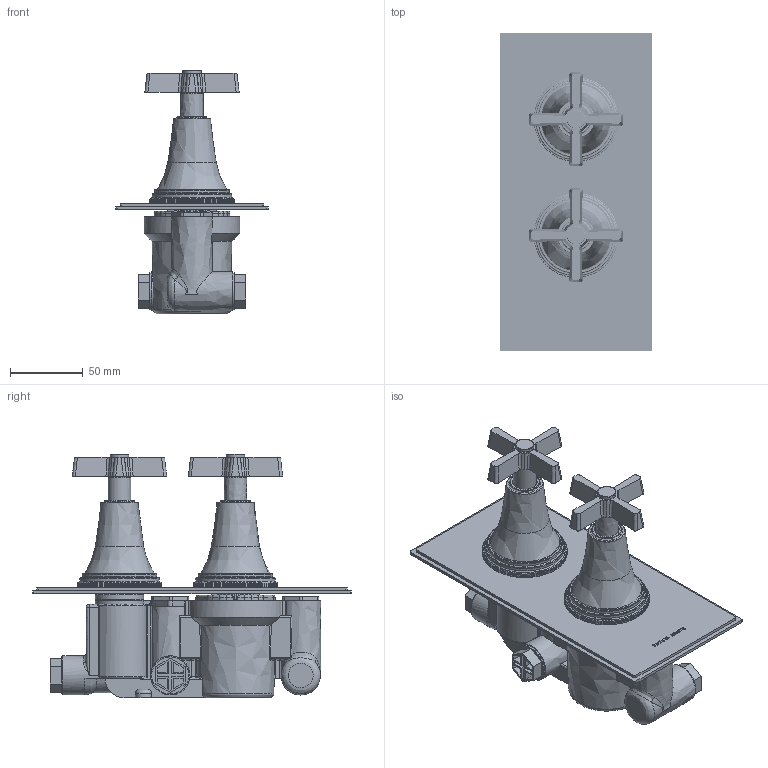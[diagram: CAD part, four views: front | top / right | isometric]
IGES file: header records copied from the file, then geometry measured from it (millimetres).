
Global section: file name: V601-TX; native system: Autodesk Inventor 2018; preprocessor: unknown; author: adaniels; date: 20171021.104404; units: millimetre
Bounding box: 105 x 220 x 168.15 mm (x, y, z)
Volume: 511754.9 mm3; surface area: 285146 mm2
Topology: 59 solids, 64 shells, 3316 faces, 8431 edges, 5373 vertices
Faces by surface type: bspline 3316
